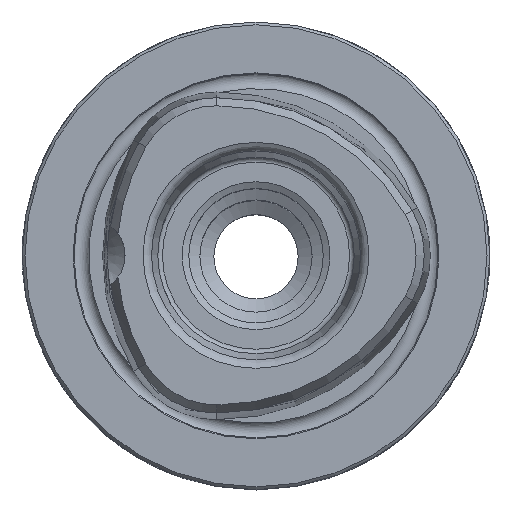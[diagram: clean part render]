
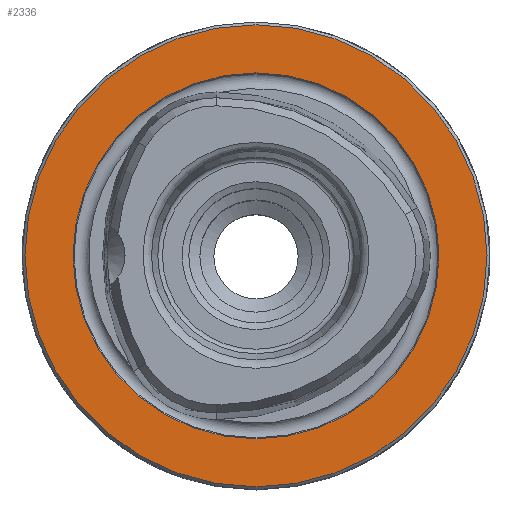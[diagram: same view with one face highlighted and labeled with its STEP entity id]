
A CAD part, top view. The second image highlights one B-rep face of the part: STEP entity #2336.
In plain terms, the highlighted planar face has unit normal (0, 0, 1).
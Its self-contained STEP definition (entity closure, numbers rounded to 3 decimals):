
#188=PLANE('',#2514);
#387=ORIENTED_EDGE('',*,*,#678,.T.);
#388=ORIENTED_EDGE('',*,*,#735,.F.);
#678=EDGE_CURVE('',#870,#870,#1011,.T.);
#735=EDGE_CURVE('',#912,#912,#1018,.T.);
#870=VERTEX_POINT('',#3261);
#912=VERTEX_POINT('',#3472);
#1011=CIRCLE('',#2474,24.7);
#1018=CIRCLE('',#2515,19.564);
#1150=EDGE_LOOP('',(#387));
#1151=EDGE_LOOP('',(#388));
#1331=FACE_BOUND('',#1150,.T.);
#1332=FACE_BOUND('',#1151,.T.);
#2336=ADVANCED_FACE('',(#1331,#1332),#188,.T.);
#2474=AXIS2_PLACEMENT_3D('',#3260,#2776,#2777);
#2514=AXIS2_PLACEMENT_3D('',#3470,#2880,#2881);
#2515=AXIS2_PLACEMENT_3D('',#3471,#2882,#2883);
#2776=DIRECTION('',(0.,0.,1.));
#2777=DIRECTION('',(1.,0.,0.));
#2880=DIRECTION('',(0.,0.,1.));
#2881=DIRECTION('',(1.,0.,0.));
#2882=DIRECTION('',(0.,0.,1.));
#2883=DIRECTION('',(1.,0.,0.));
#3260=CARTESIAN_POINT('',(0.,0.,0.));
#3261=CARTESIAN_POINT('',(24.7,0.,0.));
#3470=CARTESIAN_POINT('',(19.4,0.,0.));
#3471=CARTESIAN_POINT('',(0.,0.,0.));
#3472=CARTESIAN_POINT('',(19.564,0.,0.));
